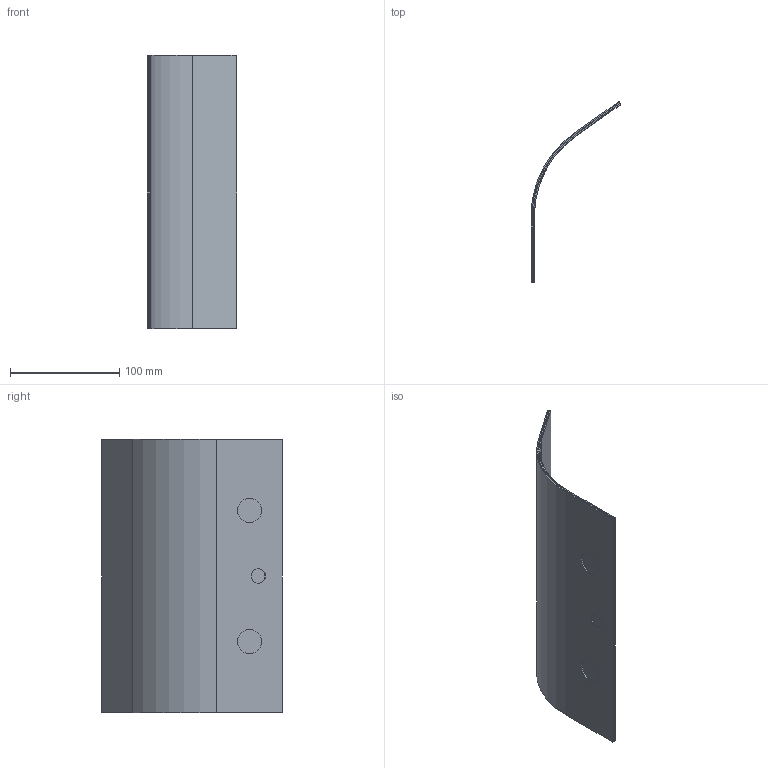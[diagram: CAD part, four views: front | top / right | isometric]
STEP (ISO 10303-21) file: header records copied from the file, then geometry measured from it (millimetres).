
FILE_DESCRIPTION (( 'STEP AP203' ), '1' );
FILE_NAME ('99ZP09101.STEP', '2023-11-22T07:53:39', ( '' ), ( '' ), 'SwSTEP 2.0', 'SolidWorks 2021', '' );
FILE_SCHEMA (( 'CONFIG_CONTROL_DESIGN' ));
Length unit declared in the file: millimetre
Products named in the file (1): 99ZP09101
Bounding box: 82.34 x 165.36 x 250 mm (x, y, z)
Volume: 104447.5 mm3; surface area: 212119.3 mm2
Topology: 3 solids, 3 shells, 62 faces, 168 edges, 112 vertices
Faces by surface type: plane 32, cylinder 30
Entity records: 2057 total; most frequent: DIRECTION 354, CARTESIAN_POINT 343, ORIENTED_EDGE 336, EDGE_CURVE 168, AXIS2_PLACEMENT_3D 123, VERTEX_POINT 112, LINE 108, VECTOR 108
